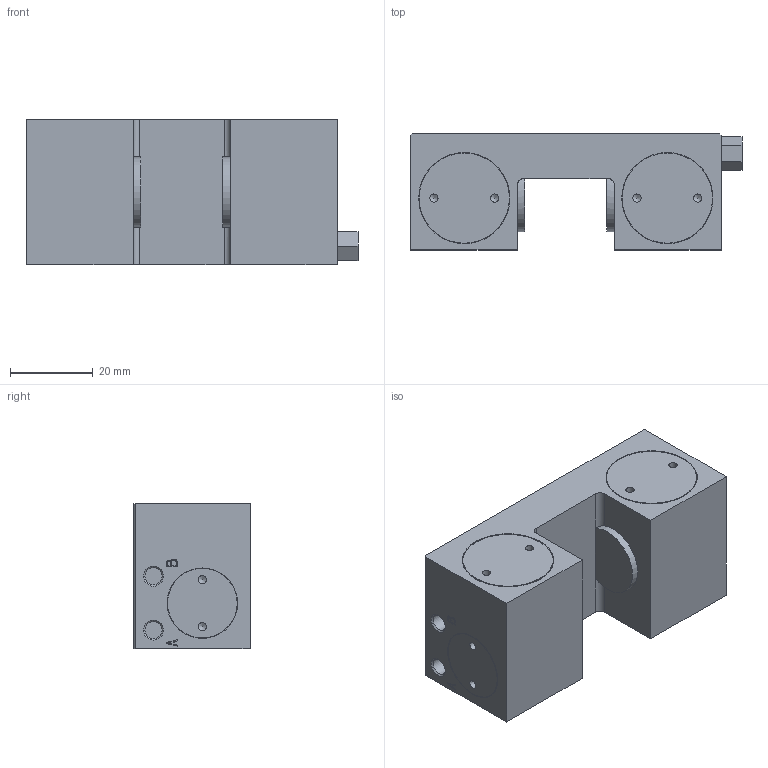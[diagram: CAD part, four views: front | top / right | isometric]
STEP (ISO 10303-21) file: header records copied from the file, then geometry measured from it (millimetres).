
FILE_DESCRIPTION( ( 'STEP AP203' ), '1' );
FILE_NAME( 'MK2514D-CPCHRC(HRU)-HRC-FL-25.stp', '2021-04-16T07:14:57', ( 'License CC BY-ND 4.0' ), ( 'CADENAS' ), ' ', 'PARTsolutions', ' ' );
FILE_SCHEMA( ( 'CONFIG_CONTROL_DESIGN' ) );
Length unit declared in the file: millimetre
Products named in the file (3): MK2514D-CPCHRC(HRU)-HRC-FL-25; _Gehaeuse_MKS 2514D 80.07; _Luftfilter 5 7
Assembly tree (2 placements, depth 2):
  MK2514D-CPCHRC(HRU)-HRC-FL-25
    _Gehaeuse_MKS 2514D 80.07
    _Luftfilter 5 7
Bounding box: 80.1 x 28 x 35.1 mm (x, y, z)
Volume: 59372 mm3; surface area: 12915.9 mm2
Topology: 2 solids, 2 shells, 142 faces, 336 edges, 224 vertices
Faces by surface type: plane 88, cylinder 38, cone 16
Full cylindrical faces by diameter (mm): 2 x8, 4.134 x4, 4.917 x4, 16.8 x2, 17 x2, 21.8 x2, 22 x2
Entity records: 3852 total; most frequent: CARTESIAN_POINT 681, DIRECTION 638, ORIENTED_EDGE 544, EDGE_CURVE 272, AXIS2_PLACEMENT_3D 225, EDGE_LOOP 208, VERTEX_POINT 208, LINE 188
